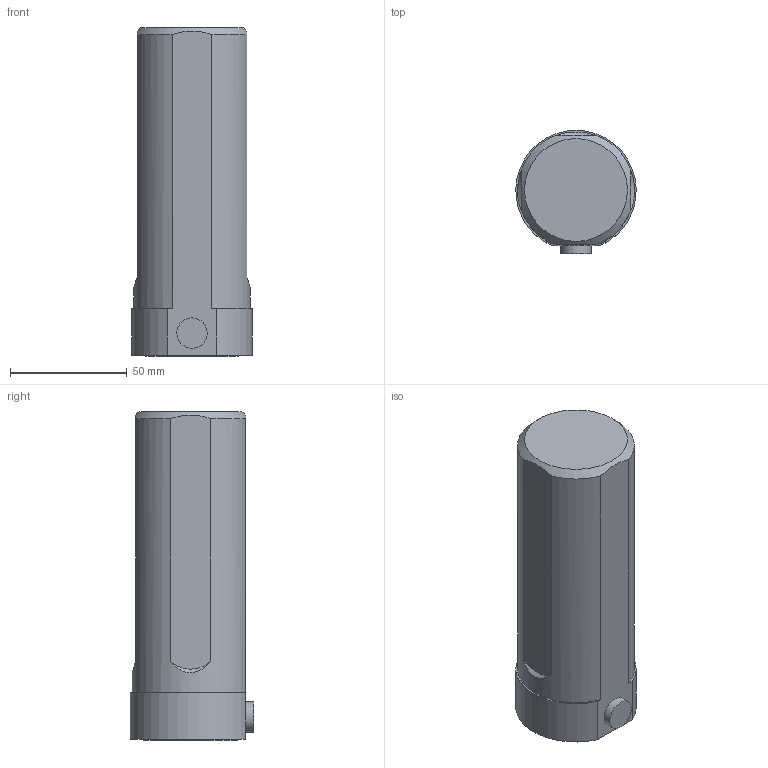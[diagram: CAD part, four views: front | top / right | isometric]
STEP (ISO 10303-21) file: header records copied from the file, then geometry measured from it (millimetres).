
FILE_DESCRIPTION(/* description */ (''),/* implementation_level */ '2;1');
FILE_NAME(/* name */ '1522875007180.stp',/* time_stamp */ '2018-04-04T22:53:12+02:00',/* author */ (''),/* organization */ ('SMS'),/* preprocessor_version */ 'ST-DEVELOPER v15',/* originating_system */ 'SIEMENS PLM Software NX 8.5',/* authorisation */ '');
FILE_SCHEMA (('AUTOMOTIVE_DESIGN { 1 0 10303 214 3 1 1 1 }'));
Length unit declared in the file: millimetre
Products named in the file (1): MOD000000000000000020083537700000
Bounding box: 51.46 x 52.75 x 140.65 mm (x, y, z)
Volume: 255731.6 mm3; surface area: 27996 mm2
Topology: 1 solids, 1 shells, 26 faces, 65 edges, 45 vertices
Faces by surface type: plane 11, cone 7, cylinder 5, extrusion 3
Full cylindrical faces by diameter (mm): 2.5 x1, 13 x1, 40 x1
Entity records: 901 total; most frequent: CARTESIAN_POINT 252, DIRECTION 132, ORIENTED_EDGE 116, EDGE_CURVE 58, AXIS2_PLACEMENT_3D 55, VERTEX_POINT 42, EDGE_LOOP 34, CIRCLE 28
